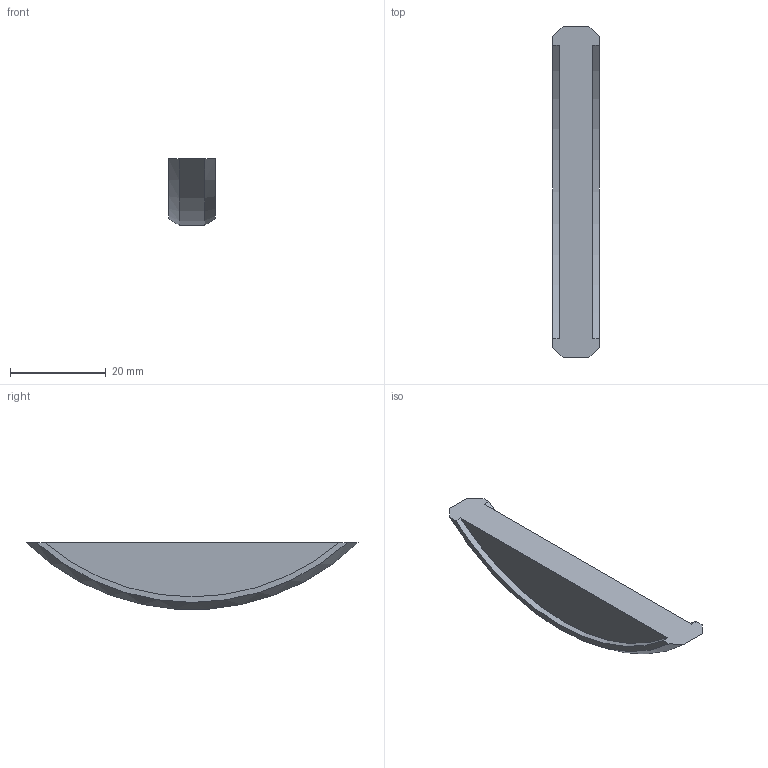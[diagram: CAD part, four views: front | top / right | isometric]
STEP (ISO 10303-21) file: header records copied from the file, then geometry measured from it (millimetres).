
FILE_DESCRIPTION(/* description */ (''),/* implementation_level */ '2;1');
FILE_NAME(/* name */ 'P-14.stp',/* time_stamp */ '2022-07-04T11:01:40+02:00',/* author */ ('matthiask'),/* organization */ (''),/* preprocessor_version */ 'ST-DEVELOPER v18',/* originating_system */ 'Autodesk Inventor 2020',/* authorisation */ '');
FILE_SCHEMA (('AUTOMOTIVE_DESIGN { 1 0 10303 214 3 1 1 }'));
Length unit declared in the file: millimetre
Products named in the file (1): P-14 Profilnut ohne Zugangsbohrung
Bounding box: 9.8 x 69.4 x 13.88 mm (x, y, z)
Volume: 4967.3 mm3; surface area: 2605.5 mm2
Topology: 1 solids, 1 shells, 10 faces, 24 edges, 16 vertices
Faces by surface type: plane 5, cylinder 3, cone 2
Entity records: 333 total; most frequent: CARTESIAN_POINT 59, DIRECTION 50, ORIENTED_EDGE 48, EDGE_CURVE 24, AXIS2_PLACEMENT_3D 19, VERTEX_POINT 16, LINE 12, VECTOR 12
